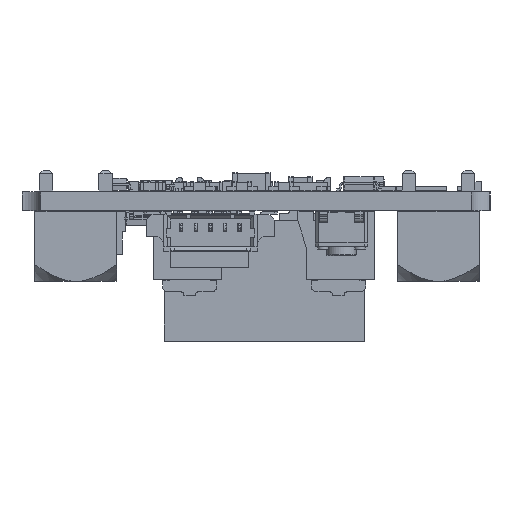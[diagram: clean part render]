
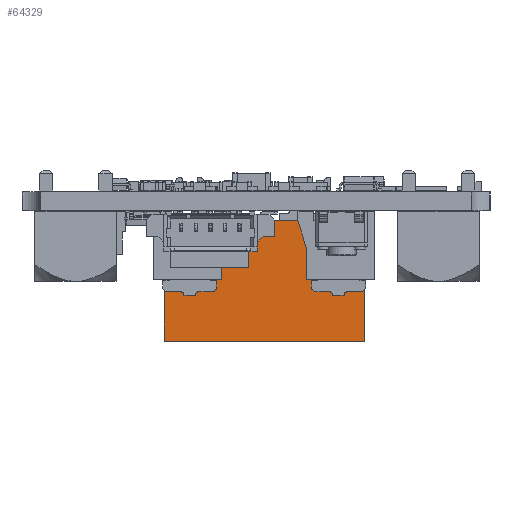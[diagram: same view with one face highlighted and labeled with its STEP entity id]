
A CAD part, left-side view. The second image highlights one B-rep face of the part: STEP entity #64329.
In plain terms, the highlighted face is planar.
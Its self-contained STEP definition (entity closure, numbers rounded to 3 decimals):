
#63635 = VERTEX_POINT('',#63636);
#63636 = CARTESIAN_POINT('',(-8.55,4.375,-5.25));
#63642 = EDGE_CURVE('',#63635,#63643,#63645,.T.);
#63643 = VERTEX_POINT('',#63644);
#63644 = CARTESIAN_POINT('',(-8.55,4.375,0.));
#63645 = LINE('',#63646,#63647);
#63646 = CARTESIAN_POINT('',(-8.55,4.375,-5.25));
#63647 = VECTOR('',#63648,1.);
#63648 = DIRECTION('',(0.,0.,1.));
#64287 = EDGE_CURVE('',#63643,#64288,#64290,.T.);
#64288 = VERTEX_POINT('',#64289);
#64289 = CARTESIAN_POINT('',(8.55,4.375,0.));
#64290 = LINE('',#64291,#64292);
#64291 = CARTESIAN_POINT('',(-8.55,4.375,0.));
#64292 = VECTOR('',#64293,1.);
#64293 = DIRECTION('',(1.,0.,0.));
#64329 = ADVANCED_FACE('',(#64330),#64396,.T.);
#64330 = FACE_BOUND('',#64331,.F.);
#64331 = EDGE_LOOP('',(#64332,#64342,#64350,#64358,#64366,#64372,#64373,
    #64374,#64382,#64390));
#64332 = ORIENTED_EDGE('',*,*,#64333,.T.);
#64333 = EDGE_CURVE('',#64334,#64336,#64338,.T.);
#64334 = VERTEX_POINT('',#64335);
#64335 = CARTESIAN_POINT('',(-2.9,4.375,-10.3));
#64336 = VERTEX_POINT('',#64337);
#64337 = CARTESIAN_POINT('',(2.9,4.375,-10.3));
#64338 = LINE('',#64339,#64340);
#64339 = CARTESIAN_POINT('',(-2.9,4.375,-10.3));
#64340 = VECTOR('',#64341,1.);
#64341 = DIRECTION('',(1.,0.,0.));
#64342 = ORIENTED_EDGE('',*,*,#64343,.F.);
#64343 = EDGE_CURVE('',#64344,#64336,#64346,.T.);
#64344 = VERTEX_POINT('',#64345);
#64345 = CARTESIAN_POINT('',(3.6,4.375,-8.));
#64346 = LINE('',#64347,#64348);
#64347 = CARTESIAN_POINT('',(3.6,4.375,-8.));
#64348 = VECTOR('',#64349,1.);
#64349 = DIRECTION('',(-0.291,0.,-0.957));
#64350 = ORIENTED_EDGE('',*,*,#64351,.F.);
#64351 = EDGE_CURVE('',#64352,#64344,#64354,.T.);
#64352 = VERTEX_POINT('',#64353);
#64353 = CARTESIAN_POINT('',(3.6,4.375,-5.25));
#64354 = LINE('',#64355,#64356);
#64355 = CARTESIAN_POINT('',(3.6,4.375,-5.25));
#64356 = VECTOR('',#64357,1.);
#64357 = DIRECTION('',(0.,0.,-1.));
#64358 = ORIENTED_EDGE('',*,*,#64359,.T.);
#64359 = EDGE_CURVE('',#64352,#64360,#64362,.T.);
#64360 = VERTEX_POINT('',#64361);
#64361 = CARTESIAN_POINT('',(8.55,4.375,-5.25));
#64362 = LINE('',#64363,#64364);
#64363 = CARTESIAN_POINT('',(3.6,4.375,-5.25));
#64364 = VECTOR('',#64365,1.);
#64365 = DIRECTION('',(1.,0.,0.));
#64366 = ORIENTED_EDGE('',*,*,#64367,.T.);
#64367 = EDGE_CURVE('',#64360,#64288,#64368,.T.);
#64368 = LINE('',#64369,#64370);
#64369 = CARTESIAN_POINT('',(8.55,4.375,-5.25));
#64370 = VECTOR('',#64371,1.);
#64371 = DIRECTION('',(0.,0.,1.));
#64372 = ORIENTED_EDGE('',*,*,#64287,.F.);
#64373 = ORIENTED_EDGE('',*,*,#63642,.F.);
#64374 = ORIENTED_EDGE('',*,*,#64375,.T.);
#64375 = EDGE_CURVE('',#63635,#64376,#64378,.T.);
#64376 = VERTEX_POINT('',#64377);
#64377 = CARTESIAN_POINT('',(-3.6,4.375,-5.25));
#64378 = LINE('',#64379,#64380);
#64379 = CARTESIAN_POINT('',(-8.55,4.375,-5.25));
#64380 = VECTOR('',#64381,1.);
#64381 = DIRECTION('',(1.,0.,0.));
#64382 = ORIENTED_EDGE('',*,*,#64383,.F.);
#64383 = EDGE_CURVE('',#64384,#64376,#64386,.T.);
#64384 = VERTEX_POINT('',#64385);
#64385 = CARTESIAN_POINT('',(-3.6,4.375,-8.));
#64386 = LINE('',#64387,#64388);
#64387 = CARTESIAN_POINT('',(-3.6,4.375,-8.));
#64388 = VECTOR('',#64389,1.);
#64389 = DIRECTION('',(0.,0.,1.));
#64390 = ORIENTED_EDGE('',*,*,#64391,.F.);
#64391 = EDGE_CURVE('',#64334,#64384,#64392,.T.);
#64392 = LINE('',#64393,#64394);
#64393 = CARTESIAN_POINT('',(-2.9,4.375,-10.3));
#64394 = VECTOR('',#64395,1.);
#64395 = DIRECTION('',(-0.291,0.,0.957));
#64396 = PLANE('',#64397);
#64397 = AXIS2_PLACEMENT_3D('',#64398,#64399,#64400);
#64398 = CARTESIAN_POINT('',(-8.55,4.375,-8.8));
#64399 = DIRECTION('',(0.,1.,0.));
#64400 = DIRECTION('',(0.,-0.,1.));
